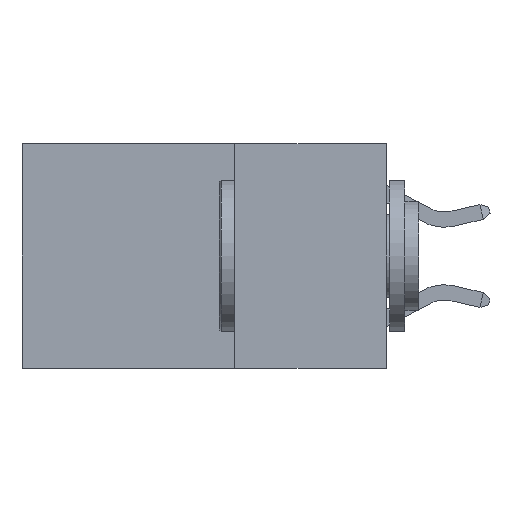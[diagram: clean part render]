
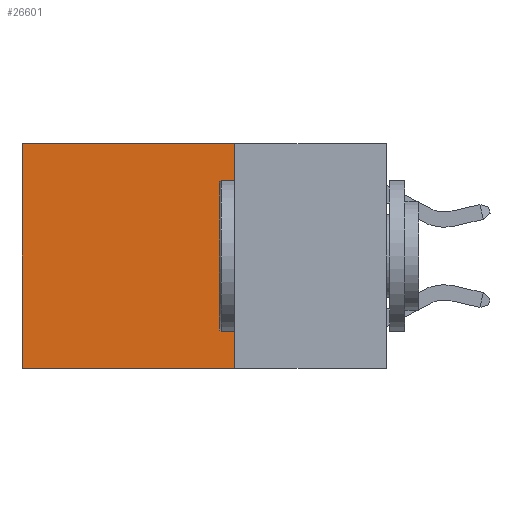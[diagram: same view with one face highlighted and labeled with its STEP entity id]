
A CAD part, left-side view. The second image highlights one B-rep face of the part: STEP entity #26601.
In plain terms, the highlighted planar face has unit normal (-1, 0, 0).
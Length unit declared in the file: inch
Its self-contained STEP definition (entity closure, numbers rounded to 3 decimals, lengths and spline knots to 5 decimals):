
#347 = FACE_OUTER_BOUND ( 'NONE', #29468, .T. ) ;
#2372 = VERTEX_POINT ( 'NONE', #15151 ) ;
#2487 = LINE ( 'NONE', #5967, #26791 ) ;
#2818 = VECTOR ( 'NONE', #5507, 39.37008 ) ;
#3564 = ORIENTED_EDGE ( 'NONE', *, *, #4284, .F. ) ;
#4284 = EDGE_CURVE ( 'NONE', #12795, #14187, #2487, .T. ) ;
#5503 = VERTEX_POINT ( 'NONE', #10393 ) ;
#5507 = DIRECTION ( 'NONE',  ( 0., 0., -1. ) ) ;
#5967 = CARTESIAN_POINT ( 'NONE',  ( 0.2625, 0.25, -0.37 ) ) ;
#6151 = CARTESIAN_POINT ( 'NONE',  ( 0.2625, 0.25, -0.37 ) ) ;
#8990 = DIRECTION ( 'NONE',  ( 0., 0., -1. ) ) ;
#9264 = LINE ( 'NONE', #12859, #2818 ) ;
#9937 = DIRECTION ( 'NONE',  ( 0., 1., 0. ) ) ;
#10393 = CARTESIAN_POINT ( 'NONE',  ( 0.2625, 0.25, 0. ) ) ;
#12486 = DIRECTION ( 'NONE',  ( 1., 0., 0. ) ) ;
#12795 = VERTEX_POINT ( 'NONE', #6151 ) ;
#12859 = CARTESIAN_POINT ( 'NONE',  ( 0.2625, 0.25, 0. ) ) ;
#13069 = VECTOR ( 'NONE', #8990, 39.37008 ) ;
#13434 = CARTESIAN_POINT ( 'NONE',  ( 0.2625, 0.6, -0.37 ) ) ;
#13829 = VECTOR ( 'NONE', #9937, 39.37008 ) ;
#13842 = EDGE_CURVE ( 'NONE', #5503, #2372, #25957, .T. ) ;
#14187 = VERTEX_POINT ( 'NONE', #13434 ) ;
#15151 = CARTESIAN_POINT ( 'NONE',  ( 0.2625, 0.6, 0. ) ) ;
#16684 = AXIS2_PLACEMENT_3D ( 'NONE', #22147, #12486, #29436 ) ;
#19019 = ORIENTED_EDGE ( 'NONE', *, *, #31011, .T. ) ;
#20394 = DIRECTION ( 'NONE',  ( 0., 1., 0. ) ) ;
#22147 = CARTESIAN_POINT ( 'NONE',  ( 0.2625, 0.25, 0. ) ) ;
#24457 = CARTESIAN_POINT ( 'NONE',  ( 0.2625, 0.25, 0. ) ) ;
#24582 = PLANE ( 'NONE',  #16684 ) ;
#25187 = LINE ( 'NONE', #25970, #13069 ) ;
#25957 = LINE ( 'NONE', #24457, #13829 ) ;
#25970 = CARTESIAN_POINT ( 'NONE',  ( 0.2625, 0.6, 0. ) ) ;
#26601 = ADVANCED_FACE ( 'NONE', ( #347 ), #24582, .F. ) ;
#26791 = VECTOR ( 'NONE', #20394, 39.37008 ) ;
#27736 = ORIENTED_EDGE ( 'NONE', *, *, #30673, .F. ) ;
#29436 = DIRECTION ( 'NONE',  ( 0., 0., -1. ) ) ;
#29468 = EDGE_LOOP ( 'NONE', ( #19019, #3564, #27736, #31003 ) ) ;
#30673 = EDGE_CURVE ( 'NONE', #5503, #12795, #9264, .T. ) ;
#31003 = ORIENTED_EDGE ( 'NONE', *, *, #13842, .T. ) ;
#31011 = EDGE_CURVE ( 'NONE', #2372, #14187, #25187, .T. ) ;
